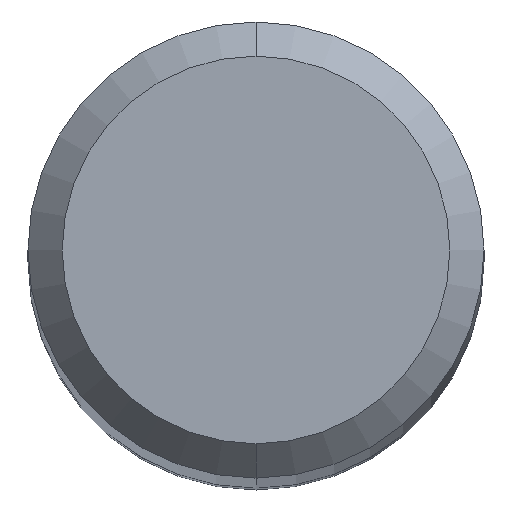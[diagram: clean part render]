
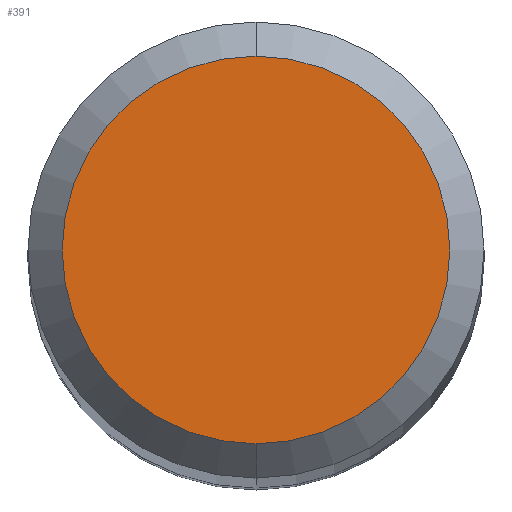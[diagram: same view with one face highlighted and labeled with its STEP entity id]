
A CAD part, top view. The second image highlights one B-rep face of the part: STEP entity #391.
In plain terms, the highlighted planar face has unit normal (0, 0, 1).
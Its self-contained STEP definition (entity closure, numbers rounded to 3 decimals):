
#249=VERTEX_POINT('',#528);
#251=EDGE_CURVE('',#249,#269,#530,.T.);
#269=VERTEX_POINT('',#549);
#391=ADVANCED_FACE('',(#682),#683,.T.);
#395=EDGE_CURVE('',#269,#249,#687,.T.);
#528=CARTESIAN_POINT('',(0.0,1.7,0.0));
#530=CIRCLE('',#921,1.7);
#549=CARTESIAN_POINT('',(0.,-1.7,0.0));
#682=FACE_OUTER_BOUND('',#1259,.T.);
#683=PLANE('',#1260);
#687=CIRCLE('',#1265,1.7);
#921=AXIS2_PLACEMENT_3D('',#1401,#1402,#1403);
#1259=EDGE_LOOP('',(#1566,#1567));
#1260=AXIS2_PLACEMENT_3D('',#1568,#1569,#1570);
#1265=AXIS2_PLACEMENT_3D('',#1571,#1572,#1573);
#1401=CARTESIAN_POINT('',(0.0,0.0,0.0));
#1402=DIRECTION('',(0.0,0.0,-1.0));
#1403=DIRECTION('',(0.0,1.0,0.0));
#1566=ORIENTED_EDGE('',*,*,#251,.F.);
#1567=ORIENTED_EDGE('',*,*,#395,.F.);
#1568=CARTESIAN_POINT('',(0.0,0.85,0.0));
#1569=DIRECTION('',(-0.0,0.0,1.0));
#1570=DIRECTION('',(0.0,-1.0,0.0));
#1571=CARTESIAN_POINT('',(0.0,0.0,0.0));
#1572=DIRECTION('',(0.0,0.0,-1.0));
#1573=DIRECTION('',(0.0,1.0,0.0));
